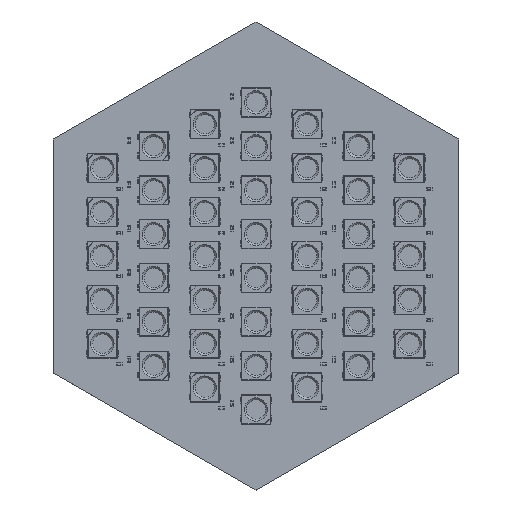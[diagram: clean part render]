
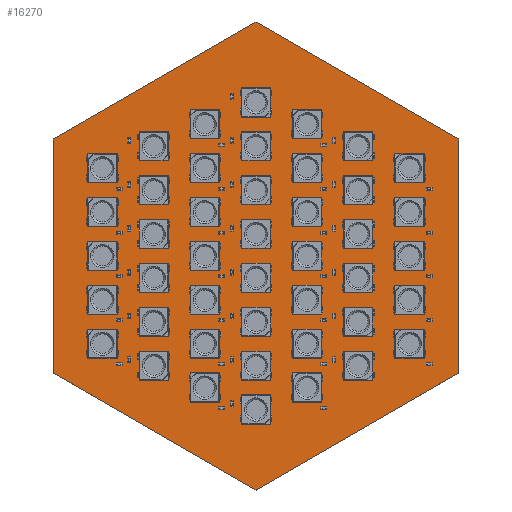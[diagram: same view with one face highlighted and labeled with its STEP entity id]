
A CAD part, top view. The second image highlights one B-rep face of the part: STEP entity #16270.
In plain terms, the highlighted planar face has unit normal (0, 0, 1).
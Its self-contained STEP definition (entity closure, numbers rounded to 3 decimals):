
#15802 = VERTEX_POINT('',#15803);
#15803 = CARTESIAN_POINT('',(-68.241,20.,1.6));
#15810 = PLANE('',#15811);
#15811 = AXIS2_PLACEMENT_3D('',#15812,#15813,#15814);
#15812 = CARTESIAN_POINT('',(-68.241,20.,0.));
#15813 = DIRECTION('',(1.,0.,-0.));
#15814 = DIRECTION('',(0.,-1.,0.));
#15822 = PLANE('',#15823);
#15823 = AXIS2_PLACEMENT_3D('',#15824,#15825,#15826);
#15824 = CARTESIAN_POINT('',(-33.6,40.,0.));
#15825 = DIRECTION('',(0.5,-0.866,0.));
#15826 = DIRECTION('',(-0.866,-0.5,0.));
#15834 = EDGE_CURVE('',#15802,#15835,#15837,.T.);
#15835 = VERTEX_POINT('',#15836);
#15836 = CARTESIAN_POINT('',(-68.241,-20.,1.6));
#15837 = SURFACE_CURVE('',#15838,(#15842,#15849),.PCURVE_S1.);
#15838 = LINE('',#15839,#15840);
#15839 = CARTESIAN_POINT('',(-68.241,20.,1.6));
#15840 = VECTOR('',#15841,1.);
#15841 = DIRECTION('',(0.,-1.,0.));
#15842 = PCURVE('',#15810,#15843);
#15843 = DEFINITIONAL_REPRESENTATION('',(#15844),#15848);
#15844 = LINE('',#15845,#15846);
#15845 = CARTESIAN_POINT('',(0.,-1.6));
#15846 = VECTOR('',#15847,1.);
#15847 = DIRECTION('',(1.,0.));
#15848 = ( GEOMETRIC_REPRESENTATION_CONTEXT(2) 
PARAMETRIC_REPRESENTATION_CONTEXT() REPRESENTATION_CONTEXT('2D SPACE',''
  ) );
#15849 = PCURVE('',#15850,#15855);
#15850 = PLANE('',#15851);
#15851 = AXIS2_PLACEMENT_3D('',#15852,#15853,#15854);
#15852 = CARTESIAN_POINT('',(-33.6,0.,1.6));
#15853 = DIRECTION('',(0.,0.,1.));
#15854 = DIRECTION('',(1.,0.,-0.));
#15855 = DEFINITIONAL_REPRESENTATION('',(#15856),#15860);
#15856 = LINE('',#15857,#15858);
#15857 = CARTESIAN_POINT('',(-34.641,20.));
#15858 = VECTOR('',#15859,1.);
#15859 = DIRECTION('',(0.,-1.));
#15860 = ( GEOMETRIC_REPRESENTATION_CONTEXT(2) 
PARAMETRIC_REPRESENTATION_CONTEXT() REPRESENTATION_CONTEXT('2D SPACE',''
  ) );
#15878 = PLANE('',#15879);
#15879 = AXIS2_PLACEMENT_3D('',#15880,#15881,#15882);
#15880 = CARTESIAN_POINT('',(-68.241,-20.,0.));
#15881 = DIRECTION('',(0.5,0.866,-0.));
#15882 = DIRECTION('',(0.866,-0.5,0.));
#15920 = EDGE_CURVE('',#15835,#15921,#15923,.T.);
#15921 = VERTEX_POINT('',#15922);
#15922 = CARTESIAN_POINT('',(-33.6,-40.,1.6));
#15923 = SURFACE_CURVE('',#15924,(#15928,#15935),.PCURVE_S1.);
#15924 = LINE('',#15925,#15926);
#15925 = CARTESIAN_POINT('',(-68.241,-20.,1.6));
#15926 = VECTOR('',#15927,1.);
#15927 = DIRECTION('',(0.866,-0.5,0.));
#15928 = PCURVE('',#15878,#15929);
#15929 = DEFINITIONAL_REPRESENTATION('',(#15930),#15934);
#15930 = LINE('',#15931,#15932);
#15931 = CARTESIAN_POINT('',(0.,-1.6));
#15932 = VECTOR('',#15933,1.);
#15933 = DIRECTION('',(1.,0.));
#15934 = ( GEOMETRIC_REPRESENTATION_CONTEXT(2) 
PARAMETRIC_REPRESENTATION_CONTEXT() REPRESENTATION_CONTEXT('2D SPACE',''
  ) );
#15935 = PCURVE('',#15850,#15936);
#15936 = DEFINITIONAL_REPRESENTATION('',(#15937),#15941);
#15937 = LINE('',#15938,#15939);
#15938 = CARTESIAN_POINT('',(-34.641,-20.));
#15939 = VECTOR('',#15940,1.);
#15940 = DIRECTION('',(0.866,-0.5));
#15941 = ( GEOMETRIC_REPRESENTATION_CONTEXT(2) 
PARAMETRIC_REPRESENTATION_CONTEXT() REPRESENTATION_CONTEXT('2D SPACE',''
  ) );
#15959 = PLANE('',#15960);
#15960 = AXIS2_PLACEMENT_3D('',#15961,#15962,#15963);
#15961 = CARTESIAN_POINT('',(-33.6,-40.,0.));
#15962 = DIRECTION('',(-0.5,0.866,0.));
#15963 = DIRECTION('',(0.866,0.5,0.));
#15996 = EDGE_CURVE('',#15921,#15997,#15999,.T.);
#15997 = VERTEX_POINT('',#15998);
#15998 = CARTESIAN_POINT('',(1.041,-20.,1.6));
#15999 = SURFACE_CURVE('',#16000,(#16004,#16011),.PCURVE_S1.);
#16000 = LINE('',#16001,#16002);
#16001 = CARTESIAN_POINT('',(-33.6,-40.,1.6));
#16002 = VECTOR('',#16003,1.);
#16003 = DIRECTION('',(0.866,0.5,0.));
#16004 = PCURVE('',#15959,#16005);
#16005 = DEFINITIONAL_REPRESENTATION('',(#16006),#16010);
#16006 = LINE('',#16007,#16008);
#16007 = CARTESIAN_POINT('',(0.,-1.6));
#16008 = VECTOR('',#16009,1.);
#16009 = DIRECTION('',(1.,0.));
#16010 = ( GEOMETRIC_REPRESENTATION_CONTEXT(2) 
PARAMETRIC_REPRESENTATION_CONTEXT() REPRESENTATION_CONTEXT('2D SPACE',''
  ) );
#16011 = PCURVE('',#15850,#16012);
#16012 = DEFINITIONAL_REPRESENTATION('',(#16013),#16017);
#16013 = LINE('',#16014,#16015);
#16014 = CARTESIAN_POINT('',(0.,-40.));
#16015 = VECTOR('',#16016,1.);
#16016 = DIRECTION('',(0.866,0.5));
#16017 = ( GEOMETRIC_REPRESENTATION_CONTEXT(2) 
PARAMETRIC_REPRESENTATION_CONTEXT() REPRESENTATION_CONTEXT('2D SPACE',''
  ) );
#16035 = PLANE('',#16036);
#16036 = AXIS2_PLACEMENT_3D('',#16037,#16038,#16039);
#16037 = CARTESIAN_POINT('',(1.041,-20.,0.));
#16038 = DIRECTION('',(-1.,0.,0.));
#16039 = DIRECTION('',(0.,1.,0.));
#16072 = EDGE_CURVE('',#15997,#16073,#16075,.T.);
#16073 = VERTEX_POINT('',#16074);
#16074 = CARTESIAN_POINT('',(1.041,20.,1.6));
#16075 = SURFACE_CURVE('',#16076,(#16080,#16087),.PCURVE_S1.);
#16076 = LINE('',#16077,#16078);
#16077 = CARTESIAN_POINT('',(1.041,-20.,1.6));
#16078 = VECTOR('',#16079,1.);
#16079 = DIRECTION('',(0.,1.,0.));
#16080 = PCURVE('',#16035,#16081);
#16081 = DEFINITIONAL_REPRESENTATION('',(#16082),#16086);
#16082 = LINE('',#16083,#16084);
#16083 = CARTESIAN_POINT('',(0.,-1.6));
#16084 = VECTOR('',#16085,1.);
#16085 = DIRECTION('',(1.,0.));
#16086 = ( GEOMETRIC_REPRESENTATION_CONTEXT(2) 
PARAMETRIC_REPRESENTATION_CONTEXT() REPRESENTATION_CONTEXT('2D SPACE',''
  ) );
#16087 = PCURVE('',#15850,#16088);
#16088 = DEFINITIONAL_REPRESENTATION('',(#16089),#16093);
#16089 = LINE('',#16090,#16091);
#16090 = CARTESIAN_POINT('',(34.641,-20.));
#16091 = VECTOR('',#16092,1.);
#16092 = DIRECTION('',(0.,1.));
#16093 = ( GEOMETRIC_REPRESENTATION_CONTEXT(2) 
PARAMETRIC_REPRESENTATION_CONTEXT() REPRESENTATION_CONTEXT('2D SPACE',''
  ) );
#16111 = PLANE('',#16112);
#16112 = AXIS2_PLACEMENT_3D('',#16113,#16114,#16115);
#16113 = CARTESIAN_POINT('',(1.041,20.,0.));
#16114 = DIRECTION('',(-0.5,-0.866,0.));
#16115 = DIRECTION('',(-0.866,0.5,0.));
#16148 = EDGE_CURVE('',#16073,#16149,#16151,.T.);
#16149 = VERTEX_POINT('',#16150);
#16150 = CARTESIAN_POINT('',(-33.6,40.,1.6));
#16151 = SURFACE_CURVE('',#16152,(#16156,#16163),.PCURVE_S1.);
#16152 = LINE('',#16153,#16154);
#16153 = CARTESIAN_POINT('',(1.041,20.,1.6));
#16154 = VECTOR('',#16155,1.);
#16155 = DIRECTION('',(-0.866,0.5,0.));
#16156 = PCURVE('',#16111,#16157);
#16157 = DEFINITIONAL_REPRESENTATION('',(#16158),#16162);
#16158 = LINE('',#16159,#16160);
#16159 = CARTESIAN_POINT('',(0.,-1.6));
#16160 = VECTOR('',#16161,1.);
#16161 = DIRECTION('',(1.,0.));
#16162 = ( GEOMETRIC_REPRESENTATION_CONTEXT(2) 
PARAMETRIC_REPRESENTATION_CONTEXT() REPRESENTATION_CONTEXT('2D SPACE',''
  ) );
#16163 = PCURVE('',#15850,#16164);
#16164 = DEFINITIONAL_REPRESENTATION('',(#16165),#16169);
#16165 = LINE('',#16166,#16167);
#16166 = CARTESIAN_POINT('',(34.641,20.));
#16167 = VECTOR('',#16168,1.);
#16168 = DIRECTION('',(-0.866,0.5));
#16169 = ( GEOMETRIC_REPRESENTATION_CONTEXT(2) 
PARAMETRIC_REPRESENTATION_CONTEXT() REPRESENTATION_CONTEXT('2D SPACE',''
  ) );
#16219 = EDGE_CURVE('',#16149,#15802,#16220,.T.);
#16220 = SURFACE_CURVE('',#16221,(#16225,#16232),.PCURVE_S1.);
#16221 = LINE('',#16222,#16223);
#16222 = CARTESIAN_POINT('',(-33.6,40.,1.6));
#16223 = VECTOR('',#16224,1.);
#16224 = DIRECTION('',(-0.866,-0.5,0.));
#16225 = PCURVE('',#15822,#16226);
#16226 = DEFINITIONAL_REPRESENTATION('',(#16227),#16231);
#16227 = LINE('',#16228,#16229);
#16228 = CARTESIAN_POINT('',(0.,-1.6));
#16229 = VECTOR('',#16230,1.);
#16230 = DIRECTION('',(1.,0.));
#16231 = ( GEOMETRIC_REPRESENTATION_CONTEXT(2) 
PARAMETRIC_REPRESENTATION_CONTEXT() REPRESENTATION_CONTEXT('2D SPACE',''
  ) );
#16232 = PCURVE('',#15850,#16233);
#16233 = DEFINITIONAL_REPRESENTATION('',(#16234),#16238);
#16234 = LINE('',#16235,#16236);
#16235 = CARTESIAN_POINT('',(0.,40.));
#16236 = VECTOR('',#16237,1.);
#16237 = DIRECTION('',(-0.866,-0.5));
#16238 = ( GEOMETRIC_REPRESENTATION_CONTEXT(2) 
PARAMETRIC_REPRESENTATION_CONTEXT() REPRESENTATION_CONTEXT('2D SPACE',''
  ) );
#16270 = ADVANCED_FACE('',(#16271),#15850,.T.);
#16271 = FACE_BOUND('',#16272,.T.);
#16272 = EDGE_LOOP('',(#16273,#16274,#16275,#16276,#16277,#16278));
#16273 = ORIENTED_EDGE('',*,*,#15834,.T.);
#16274 = ORIENTED_EDGE('',*,*,#15920,.T.);
#16275 = ORIENTED_EDGE('',*,*,#15996,.T.);
#16276 = ORIENTED_EDGE('',*,*,#16072,.T.);
#16277 = ORIENTED_EDGE('',*,*,#16148,.T.);
#16278 = ORIENTED_EDGE('',*,*,#16219,.T.);
